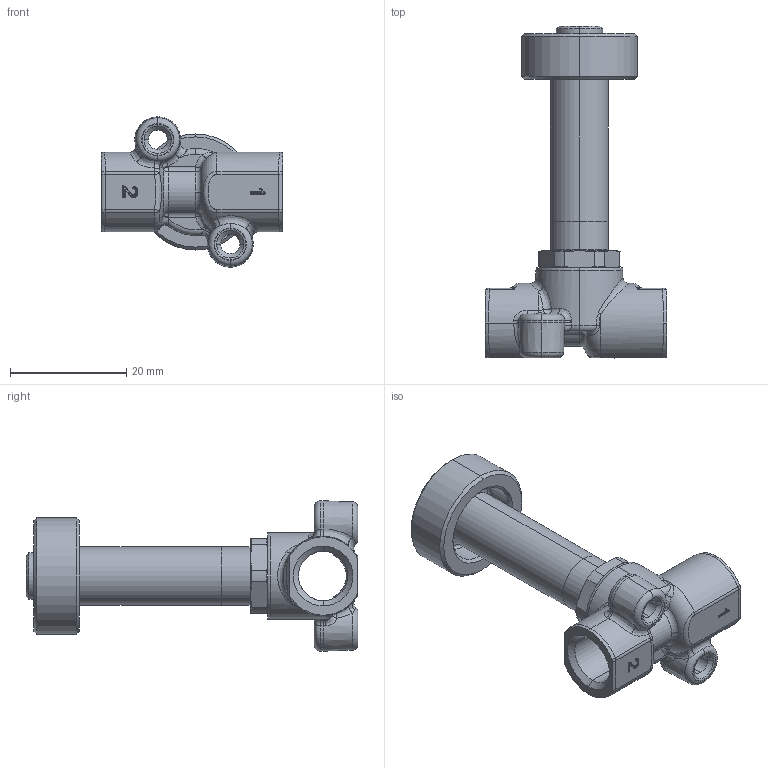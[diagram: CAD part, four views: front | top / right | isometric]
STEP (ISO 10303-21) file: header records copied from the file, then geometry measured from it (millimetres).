
FILE_DESCRIPTION (( 'STEP AP214' ), '1' );
FILE_NAME ('01F02215N0.STEP', '2015-09-09T13:19:00', ( '' ), ( '' ), 'SwSTEP 2.0', 'SolidWorks 2015', '' );
FILE_SCHEMA (( 'AUTOMOTIVE_DESIGN' ));
Length unit declared in the file: millimetre
Products named in the file (1): 01F02215N0
Bounding box: 31.2 x 57.2 x 25.92 mm (x, y, z)
Surface area: 5108.3 mm2 (no closed solid volume)
Topology: 0 solids, 5 shells, 279 faces, 780 edges, 471 vertices
Faces by surface type: bspline 91, cylinder 71, torus 42, plane 32, cone 28, sphere 15
Entity records: 15465 total; most frequent: CARTESIAN_POINT 5993, ORIENTED_EDGE 1346, DIRECTION 1274, EDGE_CURVE 758, AXIS2_PLACEMENT_3D 560, VERTEX_POINT 471, CIRCLE 371, EDGE_LOOP 292
